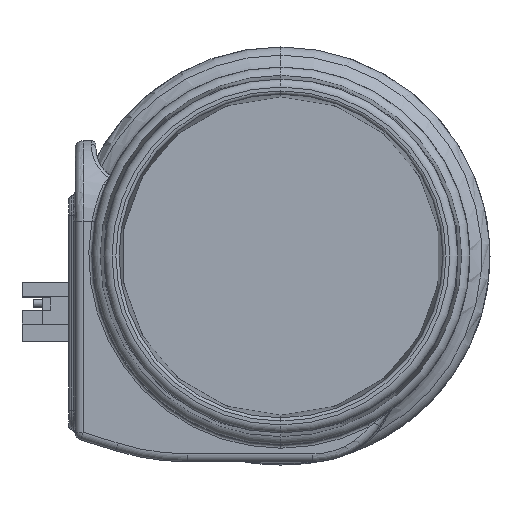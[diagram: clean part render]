
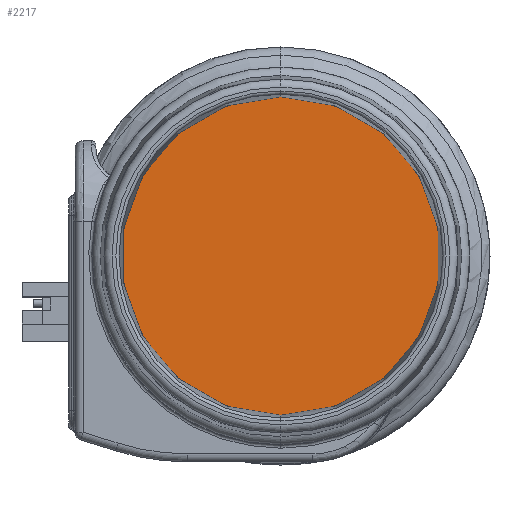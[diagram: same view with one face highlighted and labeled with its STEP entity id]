
A CAD part, left-side view. The second image highlights one B-rep face of the part: STEP entity #2217.
In plain terms, the highlighted planar face has unit normal (-1, 0, 0).
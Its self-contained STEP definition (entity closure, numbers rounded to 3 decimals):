
#1041 = CIRCLE ( 'NONE', #31498, 9.904 ) ;
#1045 = CARTESIAN_POINT ( 'NONE',  ( -16.83, 0.404, 0. ) ) ;
#2217 = ADVANCED_FACE ( 'NONE', ( #16274 ), #25307, .F. ) ;
#3560 = DIRECTION ( 'NONE',  ( 0., 0., -1. ) ) ;
#8767 = DIRECTION ( 'NONE',  ( -1., 0., 0. ) ) ;
#9946 = ORIENTED_EDGE ( 'NONE', *, *, #12751, .T. ) ;
#10931 = AXIS2_PLACEMENT_3D ( 'NONE', #1045, #18395, #3560 ) ;
#11718 = ORIENTED_EDGE ( 'NONE', *, *, #30840, .T. ) ;
#11748 = VERTEX_POINT ( 'NONE', #23118 ) ;
#11902 = CARTESIAN_POINT ( 'NONE',  ( -16.83, -9.5, 0. ) ) ;
#12751 = EDGE_CURVE ( 'NONE', #13095, #11748, #16711, .T. ) ;
#13095 = VERTEX_POINT ( 'NONE', #21014 ) ;
#14392 = DIRECTION ( 'NONE',  ( 0., 0., 1. ) ) ;
#16274 = FACE_OUTER_BOUND ( 'NONE', #17312, .T. ) ;
#16711 = CIRCLE ( 'NONE', #29902, 9.904 ) ;
#17312 = EDGE_LOOP ( 'NONE', ( #9946, #11718 ) ) ;
#18395 = DIRECTION ( 'NONE',  ( 1., 0., 0. ) ) ;
#21014 = CARTESIAN_POINT ( 'NONE',  ( -16.83, -9.5, 9.904 ) ) ;
#23118 = CARTESIAN_POINT ( 'NONE',  ( -16.83, -9.5, -9.904 ) ) ;
#23585 = CARTESIAN_POINT ( 'NONE',  ( -16.83, -9.5, 0. ) ) ;
#25307 = PLANE ( 'NONE',  #10931 ) ;
#26054 = DIRECTION ( 'NONE',  ( 0., 0., 1. ) ) ;
#29206 = DIRECTION ( 'NONE',  ( -1., 0., 0. ) ) ;
#29902 = AXIS2_PLACEMENT_3D ( 'NONE', #11902, #29206, #14392 ) ;
#30840 = EDGE_CURVE ( 'NONE', #11748, #13095, #1041, .T. ) ;
#31498 = AXIS2_PLACEMENT_3D ( 'NONE', #23585, #8767, #26054 ) ;
